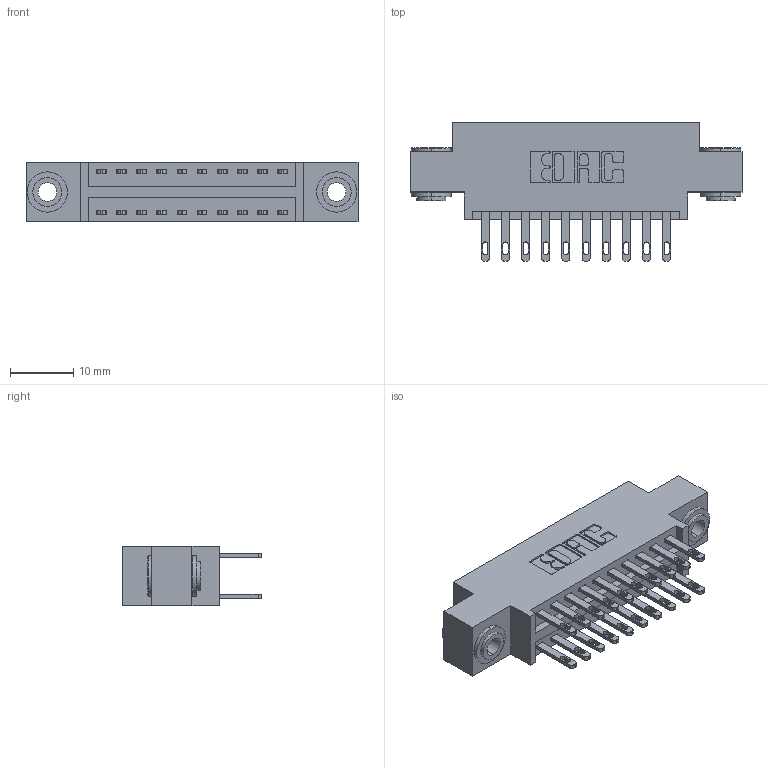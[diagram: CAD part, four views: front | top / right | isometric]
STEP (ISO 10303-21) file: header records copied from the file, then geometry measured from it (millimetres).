
FILE_DESCRIPTION (( 'STEP AP203' ), '1' );
FILE_NAME ('346-020-500-803.STEP', '2022-05-18T18:33:48', ( '' ), ( '' ), 'SwSTEP 2.0', 'SolidWorks 2020', '' );
FILE_SCHEMA (( 'CONFIG_CONTROL_DESIGN' ));
Length unit declared in the file: inch
Products named in the file (4): 346 Part_0.170 Offset - 0.156 Dia-TH; 346-020-500-803; 345-250-002_345-250-002-102; 345-292-001_345-293-100
Assembly tree (23 placements, depth 2):
  346-020-500-803
    346 Part_0.170 Offset - 0.156 Dia-TH
    345-292-001_345-293-100  x20
    345-250-002_345-250-002-102  x2
Bounding box: 52.32 x 21.84 x 9.4 mm (x, y, z)
Volume: 4761.5 mm3; surface area: 6679.7 mm2
Topology: 23 solids, 23 shells, 1138 faces, 3393 edges, 2258 vertices
Faces by surface type: plane 684, cylinder 446, cone 8
Entity records: 11962 total; most frequent: CARTESIAN_POINT 1997, ORIENTED_EDGE 1922, DIRECTION 1843, EDGE_CURVE 961, LINE 761, VECTOR 761, VERTEX_POINT 638, AXIS2_PLACEMENT_3D 541
